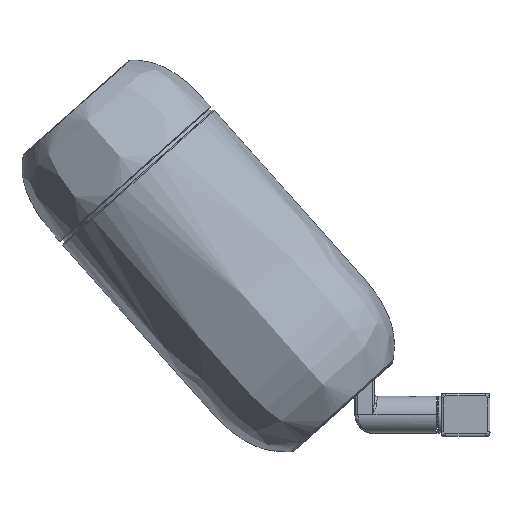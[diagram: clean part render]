
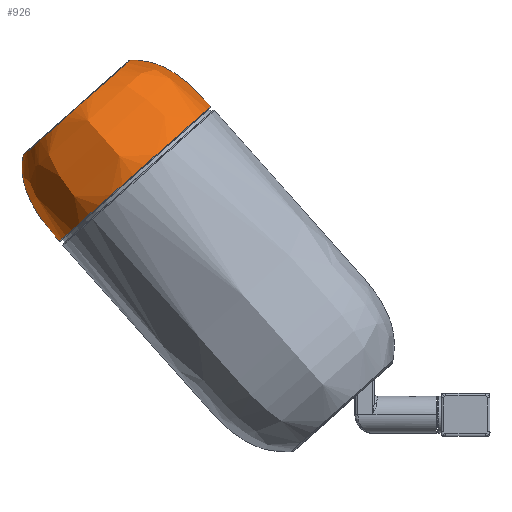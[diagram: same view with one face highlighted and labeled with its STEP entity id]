
A CAD part, left-side view. The second image highlights one B-rep face of the part: STEP entity #926.
In plain terms, the highlighted free-form (B-spline) face has degree [3, 3] with [10, 4] control points.
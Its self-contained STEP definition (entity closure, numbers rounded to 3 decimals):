
#926=ADVANCED_FACE('',(#1112),#3637,.T.);
#1112=FACE_OUTER_BOUND('',#1300,.T.);
#1300=EDGE_LOOP('',(#1543,#1544,#1545,#1546));
#1543=ORIENTED_EDGE('',*,*,#2470,.T.);
#1544=ORIENTED_EDGE('',*,*,#2471,.T.);
#1545=ORIENTED_EDGE('',*,*,#2436,.F.);
#1546=ORIENTED_EDGE('',*,*,#2438,.F.);
#2436=EDGE_CURVE('',#3364,#3365,#2893,.T.);
#2438=EDGE_CURVE('',#3368,#3364,#2895,.T.);
#2470=EDGE_CURVE('',#3368,#3384,#2923,.T.);
#2471=EDGE_CURVE('',#3384,#3365,#2924,.T.);
#2893=(
BOUNDED_CURVE()
B_SPLINE_CURVE(3,(#4722,#4723,#4724,#4725,#4726,#4727,#4728,#4729,#4730,
#4731),.UNSPECIFIED.,.F.,.F.)
B_SPLINE_CURVE_WITH_KNOTS((4,2,2,2,4),(0.,11.502,
23.004,34.507,46.009),.UNSPECIFIED.)
CURVE()
GEOMETRIC_REPRESENTATION_ITEM()
RATIONAL_B_SPLINE_CURVE((1.,1.,1.,1.,1.,1.,1.,1.,1.,1.))
REPRESENTATION_ITEM('')
);
#2895=(
BOUNDED_CURVE()
B_SPLINE_CURVE(2,(#4735,#4736,#4737,#4738,#4739),.UNSPECIFIED.,.F.,.F.)
B_SPLINE_CURVE_WITH_KNOTS((3,2,3),(0.,60.47,120.939),
 .UNSPECIFIED.)
CURVE()
GEOMETRIC_REPRESENTATION_ITEM()
RATIONAL_B_SPLINE_CURVE((1.,0.707,1.,0.707,1.))
REPRESENTATION_ITEM('')
);
#2923=(
BOUNDED_CURVE()
B_SPLINE_CURVE(3,(#4859,#4860,#4861,#4862,#4863,#4864,#4865,#4866,#4867,
#4868),.UNSPECIFIED.,.F.,.F.)
B_SPLINE_CURVE_WITH_KNOTS((4,2,2,2,4),(0.,11.502,
23.004,34.507,46.009),.UNSPECIFIED.)
CURVE()
GEOMETRIC_REPRESENTATION_ITEM()
RATIONAL_B_SPLINE_CURVE((1.,1.,1.,1.,1.,1.,1.,1.,1.,1.))
REPRESENTATION_ITEM('')
);
#2924=(
BOUNDED_CURVE()
B_SPLINE_CURVE(2,(#4869,#4870,#4871,#4872,#4873),.UNSPECIFIED.,.F.,.F.)
B_SPLINE_CURVE_WITH_KNOTS((3,2,3),(85.086,127.629,170.172),
 .UNSPECIFIED.)
CURVE()
GEOMETRIC_REPRESENTATION_ITEM()
RATIONAL_B_SPLINE_CURVE((1.,0.707,1.,0.707,1.))
REPRESENTATION_ITEM('')
);
#3364=VERTEX_POINT('',#4564);
#3365=VERTEX_POINT('',#4565);
#3368=VERTEX_POINT('',#4568);
#3384=VERTEX_POINT('',#4584);
#3637=(
BOUNDED_SURFACE()
B_SPLINE_SURFACE(3,3,((#3965,#3966,#3967,#3968),(#3969,#3970,#3971,#3972),
(#3973,#3974,#3975,#3976),(#3977,#3978,#3979,#3980),(#3981,#3982,#3983,
#3984),(#3985,#3986,#3987,#3988),(#3989,#3990,#3991,#3992),(#3993,#3994,
#3995,#3996),(#3997,#3998,#3999,#4000),(#4001,#4002,#4003,#4004)),
 .UNSPECIFIED.,.F.,.F.,.F.)
B_SPLINE_SURFACE_WITH_KNOTS((4,2,2,2,4),(4,4),(0.,11.502,
23.004,34.507,46.009),(230.977,461.953),
 .UNSPECIFIED.)
GEOMETRIC_REPRESENTATION_ITEM()
RATIONAL_B_SPLINE_SURFACE(((1.,0.333,0.333,1.),
(1.,0.333,0.333,1.),(1.,0.333,0.333,
1.),(1.,0.333,0.333,1.),(1.,0.333,0.333,
1.),(1.,0.333,0.333,1.),(1.,0.333,0.333,
1.),(1.,0.333,0.333,1.),(1.,0.333,0.333,
1.),(1.,0.333,0.333,1.)))
REPRESENTATION_ITEM('')
SURFACE()
);
#3965=CARTESIAN_POINT('',(9.,48.373,108.572));
#3966=CARTESIAN_POINT('',(-67.992,48.373,108.572));
#3967=CARTESIAN_POINT('',(-67.992,105.893,57.393));
#3968=CARTESIAN_POINT('',(9.,105.893,57.393));
#3969=CARTESIAN_POINT('',(9.,50.366,110.812));
#3970=CARTESIAN_POINT('',(-67.992,50.366,110.812));
#3971=CARTESIAN_POINT('',(-67.992,107.885,59.633));
#3972=CARTESIAN_POINT('',(9.,107.885,59.633));
#3973=CARTESIAN_POINT('',(9.,52.346,113.037));
#3974=CARTESIAN_POINT('',(-67.991,52.346,113.037));
#3975=CARTESIAN_POINT('',(-67.991,109.865,61.858));
#3976=CARTESIAN_POINT('',(9.,109.865,61.858));
#3977=CARTESIAN_POINT('',(9.,56.742,117.259));
#3978=CARTESIAN_POINT('',(-67.035,56.742,117.259));
#3979=CARTESIAN_POINT('',(-67.035,113.547,66.716));
#3980=CARTESIAN_POINT('',(9.,113.547,66.716));
#3981=CARTESIAN_POINT('',(9.,59.216,119.279));
#3982=CARTESIAN_POINT('',(-66.025,59.216,119.279));
#3983=CARTESIAN_POINT('',(-66.025,115.266,69.408));
#3984=CARTESIAN_POINT('',(9.,115.266,69.408));
#3985=CARTESIAN_POINT('',(9.,64.603,122.734));
#3986=CARTESIAN_POINT('',(-62.57,64.603,122.734));
#3987=CARTESIAN_POINT('',(-62.57,118.072,75.16));
#3988=CARTESIAN_POINT('',(9.,118.072,75.16));
#3989=CARTESIAN_POINT('',(9.,67.487,124.156));
#3990=CARTESIAN_POINT('',(-60.151,67.487,124.156));
#3991=CARTESIAN_POINT('',(-60.151,119.148,78.189));
#3992=CARTESIAN_POINT('',(9.,119.148,78.189));
#3993=CARTESIAN_POINT('',(9.,73.31,125.91));
#3994=CARTESIAN_POINT('',(-53.782,73.31,125.91));
#3995=CARTESIAN_POINT('',(-53.782,120.214,84.177));
#3996=CARTESIAN_POINT('',(9.,120.214,84.177));
#3997=CARTESIAN_POINT('',(9.,76.246,126.191));
#3998=CARTESIAN_POINT('',(-49.769,76.246,126.191));
#3999=CARTESIAN_POINT('',(-49.769,120.151,87.126));
#4000=CARTESIAN_POINT('',(9.,120.151,87.126));
#4001=CARTESIAN_POINT('',(9.,79.119,125.959));
#4002=CARTESIAN_POINT('',(-45.167,79.119,125.959));
#4003=CARTESIAN_POINT('',(-45.167,119.587,89.953));
#4004=CARTESIAN_POINT('',(9.,119.587,89.953));
#4564=CARTESIAN_POINT('',(9.,105.893,57.393));
#4565=CARTESIAN_POINT('',(9.,119.587,89.953));
#4568=CARTESIAN_POINT('',(9.,48.373,108.572));
#4584=CARTESIAN_POINT('',(9.,79.119,125.959));
#4722=CARTESIAN_POINT('',(9.,105.893,57.393));
#4723=CARTESIAN_POINT('',(9.,107.885,59.633));
#4724=CARTESIAN_POINT('',(9.,109.865,61.858));
#4725=CARTESIAN_POINT('',(9.,113.547,66.716));
#4726=CARTESIAN_POINT('',(9.,115.266,69.408));
#4727=CARTESIAN_POINT('',(9.,118.072,75.16));
#4728=CARTESIAN_POINT('',(9.,119.148,78.189));
#4729=CARTESIAN_POINT('',(9.,120.214,84.177));
#4730=CARTESIAN_POINT('',(9.,120.151,87.126));
#4731=CARTESIAN_POINT('',(9.,119.587,89.953));
#4735=CARTESIAN_POINT('',(9.,48.373,108.572));
#4736=CARTESIAN_POINT('',(-29.496,48.373,108.572));
#4737=CARTESIAN_POINT('',(-29.496,77.133,82.983));
#4738=CARTESIAN_POINT('',(-29.496,105.893,57.393));
#4739=CARTESIAN_POINT('',(9.,105.893,57.393));
#4859=CARTESIAN_POINT('',(9.,48.373,108.572));
#4860=CARTESIAN_POINT('',(9.,50.366,110.812));
#4861=CARTESIAN_POINT('',(9.,52.346,113.037));
#4862=CARTESIAN_POINT('',(9.,56.742,117.259));
#4863=CARTESIAN_POINT('',(9.,59.216,119.279));
#4864=CARTESIAN_POINT('',(9.,64.603,122.734));
#4865=CARTESIAN_POINT('',(9.,67.487,124.156));
#4866=CARTESIAN_POINT('',(9.,73.31,125.91));
#4867=CARTESIAN_POINT('',(9.,76.246,126.191));
#4868=CARTESIAN_POINT('',(9.,79.119,125.959));
#4869=CARTESIAN_POINT('',(9.,79.119,125.959));
#4870=CARTESIAN_POINT('',(-18.084,79.119,125.959));
#4871=CARTESIAN_POINT('',(-18.084,99.353,107.956));
#4872=CARTESIAN_POINT('',(-18.084,119.587,89.953));
#4873=CARTESIAN_POINT('',(9.,119.587,89.953));
